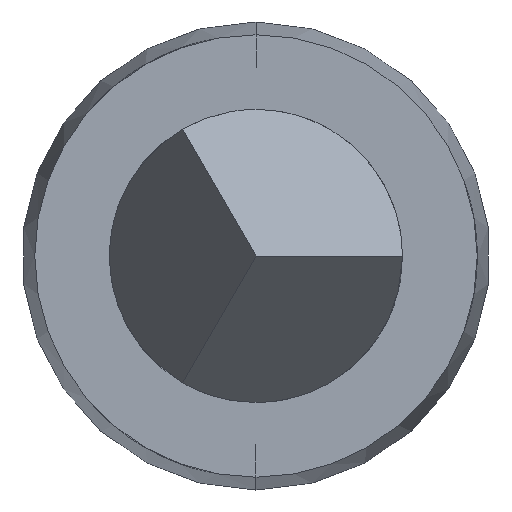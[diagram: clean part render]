
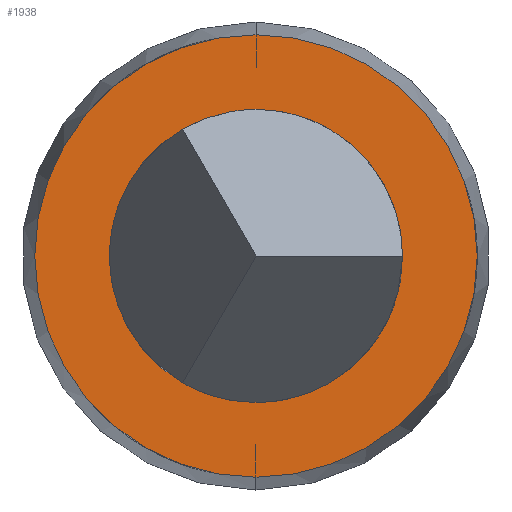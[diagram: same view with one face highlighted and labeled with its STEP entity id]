
A CAD part, front view. The second image highlights one B-rep face of the part: STEP entity #1938.
In plain terms, the highlighted planar face has unit normal (0, -1, 0).
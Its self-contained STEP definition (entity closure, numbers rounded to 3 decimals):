
#68 = FACE_BOUND ( 'NONE', #3150, .T. ) ;
#164 = EDGE_CURVE ( 'Defeature ausgef�hrt1_25+Defeature ausgef�hrt1_26+Defeature ausgef�hrt1_26+Defeature ausgef�hrt1_26', #543, #975, #1550, .T. ) ;
#199 = DIRECTION ( 'NONE',  ( 0., -1., 0. ) ) ;
#240 = EDGE_LOOP ( 'NONE', ( #3757, #1230 ) ) ;
#342 = DIRECTION ( 'NONE',  ( 0., 1., 0. ) ) ;
#362 = VERTEX_POINT ( 'NONE', #722 ) ;
#429 = CARTESIAN_POINT ( 'NONE',  ( 0., 0., 0.385 ) ) ;
#537 = DIRECTION ( 'NONE',  ( 0., 0., -1. ) ) ;
#543 = VERTEX_POINT ( 'NONE', #731 ) ;
#569 = PLANE ( 'NONE',  #3022 ) ;
#630 = AXIS2_PLACEMENT_3D ( 'NONE', #3928, #342, #1848 ) ;
#722 = CARTESIAN_POINT ( 'NONE',  ( 0., 0., 0.255 ) ) ;
#731 = CARTESIAN_POINT ( 'NONE',  ( 0., 0., -0.385 ) ) ;
#975 = VERTEX_POINT ( 'NONE', #429 ) ;
#1202 = CARTESIAN_POINT ( 'NONE',  ( 0., 0., 0. ) ) ;
#1230 = ORIENTED_EDGE ( 'NONE', *, *, #3269, .T. ) ;
#1288 = CIRCLE ( 'NONE', #4028, 0.255 ) ;
#1411 = DIRECTION ( 'NONE',  ( 0., 1., 0. ) ) ;
#1461 = VERTEX_POINT ( 'NONE', #4078 ) ;
#1523 = DIRECTION ( 'NONE',  ( 0., -1., 0. ) ) ;
#1550 = CIRCLE ( 'NONE', #4101, 0.385 ) ;
#1686 = FACE_OUTER_BOUND ( 'NONE', #240, .T. ) ;
#1848 = DIRECTION ( 'NONE',  ( 0., 0., -1. ) ) ;
#1867 = DIRECTION ( 'NONE',  ( 0., 0., -1. ) ) ;
#1938 = ADVANCED_FACE ( 'Defeature ausgef�hrt1_25', ( #68, #1686 ), #569, .T. ) ;
#2122 = DIRECTION ( 'NONE',  ( 0., 0., -1. ) ) ;
#2173 = EDGE_CURVE ( 'Defeature ausgef�hrt1_25+Defeature ausgef�hrt1_29+Defeature ausgef�hrt1_29+Defeature ausgef�hrt1_29', #1461, #362, #1288, .T. ) ;
#2385 = AXIS2_PLACEMENT_3D ( 'NONE', #1202, #1523, #1867 ) ;
#2660 = ORIENTED_EDGE ( 'NONE', *, *, #2173, .T. ) ;
#2854 = CARTESIAN_POINT ( 'NONE',  ( 0.385, 0., 0. ) ) ;
#3005 = EDGE_CURVE ( 'Defeature ausgef�hrt1_25+Defeature ausgef�hrt1_29+Defeature ausgef�hrt1_29+Defeature ausgef�hrt1_29', #362, #1461, #3614, .T. ) ;
#3022 = AXIS2_PLACEMENT_3D ( 'NONE', #2854, #199, #3833 ) ;
#3150 = EDGE_LOOP ( 'NONE', ( #2660, #3942 ) ) ;
#3167 = CARTESIAN_POINT ( 'NONE',  ( 0., 0., 0. ) ) ;
#3269 = EDGE_CURVE ( 'Defeature ausgef�hrt1_25+Defeature ausgef�hrt1_26+Defeature ausgef�hrt1_26+Defeature ausgef�hrt1_26', #975, #543, #3864, .T. ) ;
#3346 = CARTESIAN_POINT ( 'NONE',  ( 0., 0., 0. ) ) ;
#3532 = DIRECTION ( 'NONE',  ( 0., -1., 0. ) ) ;
#3614 = CIRCLE ( 'NONE', #630, 0.255 ) ;
#3757 = ORIENTED_EDGE ( 'NONE', *, *, #164, .T. ) ;
#3833 = DIRECTION ( 'NONE',  ( 0., 0., -1. ) ) ;
#3864 = CIRCLE ( 'NONE', #2385, 0.385 ) ;
#3928 = CARTESIAN_POINT ( 'NONE',  ( 0., 0., 0. ) ) ;
#3942 = ORIENTED_EDGE ( 'NONE', *, *, #3005, .T. ) ;
#4028 = AXIS2_PLACEMENT_3D ( 'NONE', #3346, #1411, #2122 ) ;
#4078 = CARTESIAN_POINT ( 'NONE',  ( 0., 0., -0.255 ) ) ;
#4101 = AXIS2_PLACEMENT_3D ( 'NONE', #3167, #3532, #537 ) ;
